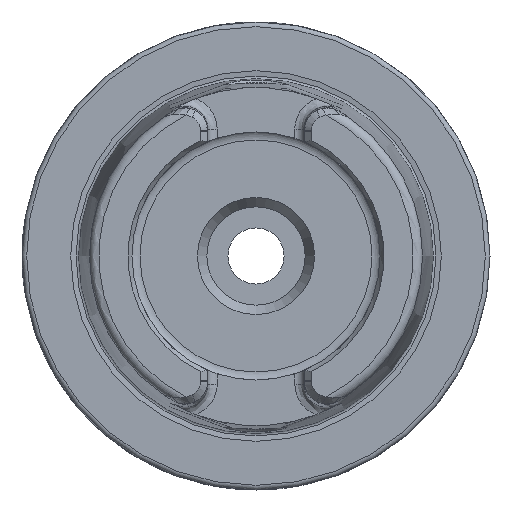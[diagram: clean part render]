
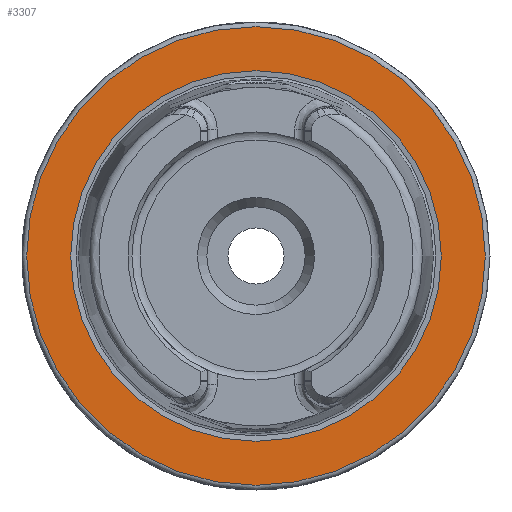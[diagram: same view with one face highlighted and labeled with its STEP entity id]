
A CAD part, left-side view. The second image highlights one B-rep face of the part: STEP entity #3307.
In plain terms, the highlighted planar face has unit normal (-1, 0, 0).
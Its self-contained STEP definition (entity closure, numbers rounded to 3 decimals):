
#112=FACE_BOUND('',#730,.T.);
#177=PLANE('',#3623);
#337=CIRCLE('',#3621,39.587);
#338=CIRCLE('',#3622,39.587);
#339=CIRCLE('',#3624,49.);
#340=CIRCLE('',#3625,49.);
#540=FACE_OUTER_BOUND('',#729,.T.);
#729=EDGE_LOOP('',(#3075,#3076));
#730=EDGE_LOOP('',(#3077,#3078));
#1563=VERTEX_POINT('',#9051);
#1564=VERTEX_POINT('',#9053);
#1565=VERTEX_POINT('',#9057);
#1566=VERTEX_POINT('',#9058);
#2071=EDGE_CURVE('',#1564,#1563,#337,.T.);
#2072=EDGE_CURVE('',#1563,#1564,#338,.T.);
#2073=EDGE_CURVE('',#1565,#1566,#339,.T.);
#2074=EDGE_CURVE('',#1566,#1565,#340,.T.);
#3075=ORIENTED_EDGE('',*,*,#2073,.F.);
#3076=ORIENTED_EDGE('',*,*,#2074,.F.);
#3077=ORIENTED_EDGE('',*,*,#2071,.T.);
#3078=ORIENTED_EDGE('',*,*,#2072,.T.);
#3307=ADVANCED_FACE('',(#540,#112),#177,.T.);
#3621=AXIS2_PLACEMENT_3D('',#9054,#4385,#4386);
#3622=AXIS2_PLACEMENT_3D('',#9055,#4387,#4388);
#3623=AXIS2_PLACEMENT_3D('',#9056,#4389,#4390);
#3624=AXIS2_PLACEMENT_3D('',#9059,#4391,#4392);
#3625=AXIS2_PLACEMENT_3D('',#9060,#4393,#4394);
#4385=DIRECTION('center_axis',(1.,0.,0.));
#4386=DIRECTION('ref_axis',(0.,0.,-1.));
#4387=DIRECTION('center_axis',(1.,0.,0.));
#4388=DIRECTION('ref_axis',(0.,0.,-1.));
#4389=DIRECTION('center_axis',(-1.,0.,0.));
#4390=DIRECTION('ref_axis',(0.,0.,1.));
#4391=DIRECTION('center_axis',(1.,0.,0.));
#4392=DIRECTION('ref_axis',(0.,0.,-1.));
#4393=DIRECTION('center_axis',(1.,0.,0.));
#4394=DIRECTION('ref_axis',(0.,0.,-1.));
#9051=CARTESIAN_POINT('',(0.,-39.587,0.));
#9053=CARTESIAN_POINT('',(0.,39.587,0.));
#9054=CARTESIAN_POINT('Origin',(0.,0.,0.));
#9055=CARTESIAN_POINT('Origin',(0.,0.,0.));
#9056=CARTESIAN_POINT('Origin',(0.,49.,
0.));
#9057=CARTESIAN_POINT('',(0.,49.,0.));
#9058=CARTESIAN_POINT('',(0.,0.,49.));
#9059=CARTESIAN_POINT('Origin',(0.,0.,0.));
#9060=CARTESIAN_POINT('Origin',(0.,0.,0.));
